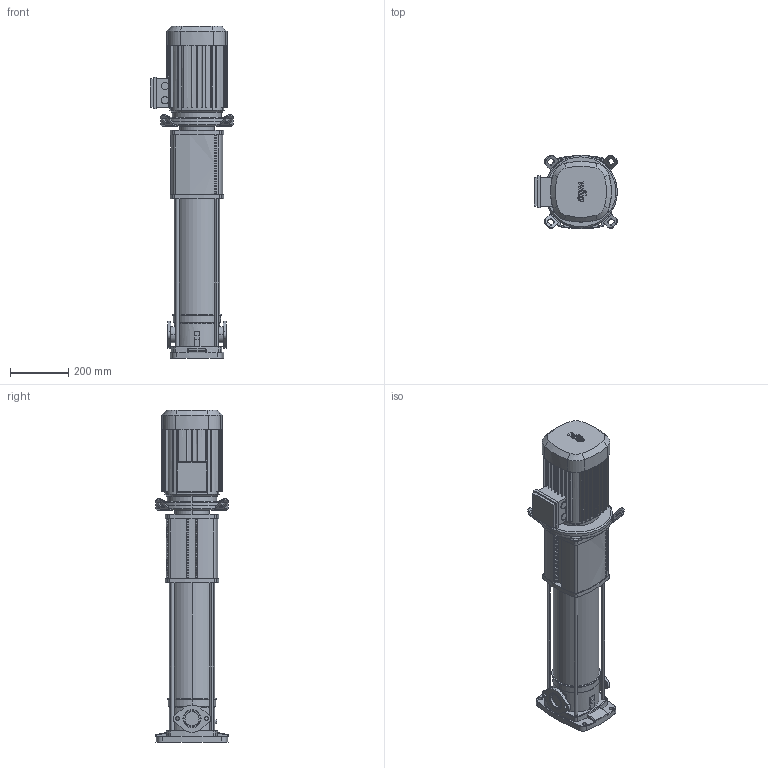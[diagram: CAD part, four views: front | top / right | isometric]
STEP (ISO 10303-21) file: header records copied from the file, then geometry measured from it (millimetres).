
FILE_DESCRIPTION((''),'2;1');
FILE_NAME('3d_HELIXV1012-1_16_E_K-4150558.stp','2016-08-24T08:36:58',(''),(''),'Mechanical Desktop 2009','Mechanical Desktop 2009',', , ');
FILE_SCHEMA(('CONFIG_CONTROL_DESIGN'));
Length unit declared in the file: millimetre
Products named in the file (1): Product
Bounding box: 285.91 x 252 x 1141.2 mm (x, y, z)
Volume: 26712072.8 mm3; surface area: 1683496.6 mm2
Topology: 18 solids, 18 shells, 1098 faces, 2998 edges, 1964 vertices
Faces by surface type: plane 536, bspline 300, cylinder 206, cone 34, torus 18, sphere 4
Entity records: 36196 total; most frequent: CARTESIAN_POINT 8117, ORIENTED_EDGE 5996, DIRECTION 5366, EDGE_CURVE 2998, VECTOR 2084, LINE 2084, VERTEX_POINT 1964, AXIS2_PLACEMENT_3D 1641
